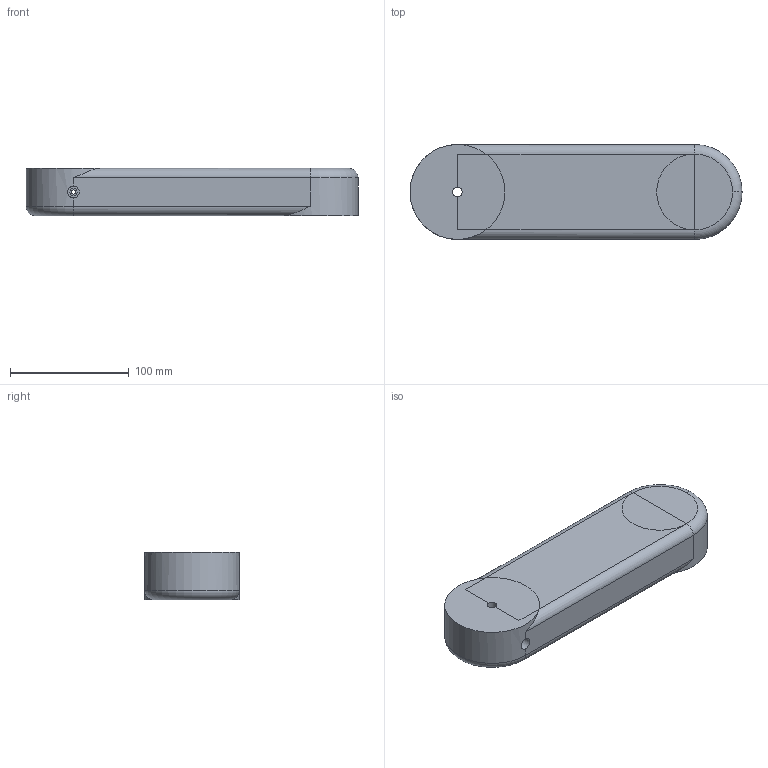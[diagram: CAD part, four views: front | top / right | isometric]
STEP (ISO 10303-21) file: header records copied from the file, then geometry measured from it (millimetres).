
FILE_DESCRIPTION(('FreeCAD Model'),'2;1');
FILE_NAME('bodyC.step', '2016-02-24T12:42:50',('Author'),(''), 'Open CASCADE STEP processor 6.8','FreeCAD','Unknown');
FILE_SCHEMA(('AUTOMOTIVE_DESIGN_CC2 { 1 2 10303 214 -1 1 5 4 }'));
Length unit declared in the file: millimetre
Products named in the file (1): arm2
Bounding box: 280 x 80 x 40 mm (x, y, z)
Volume: 702111.7 mm3; surface area: 74808.8 mm2
Topology: 1 solids, 1 shells, 38 faces, 100 edges, 63 vertices
Faces by surface type: plane 22, cylinder 13, torus 3
Full cylindrical faces by diameter (mm): 3.5 x2, 8 x1, 10 x2, 64 x1
Entity records: 5049 total; most frequent: CARTESIAN_POINT 3068, DIRECTION 356, ORIENTED_EDGE 200, PCURVE 200, DEFINITIONAL_REPRESENTATION 200, LINE 170, VECTOR 170, EDGE_CURVE 100
